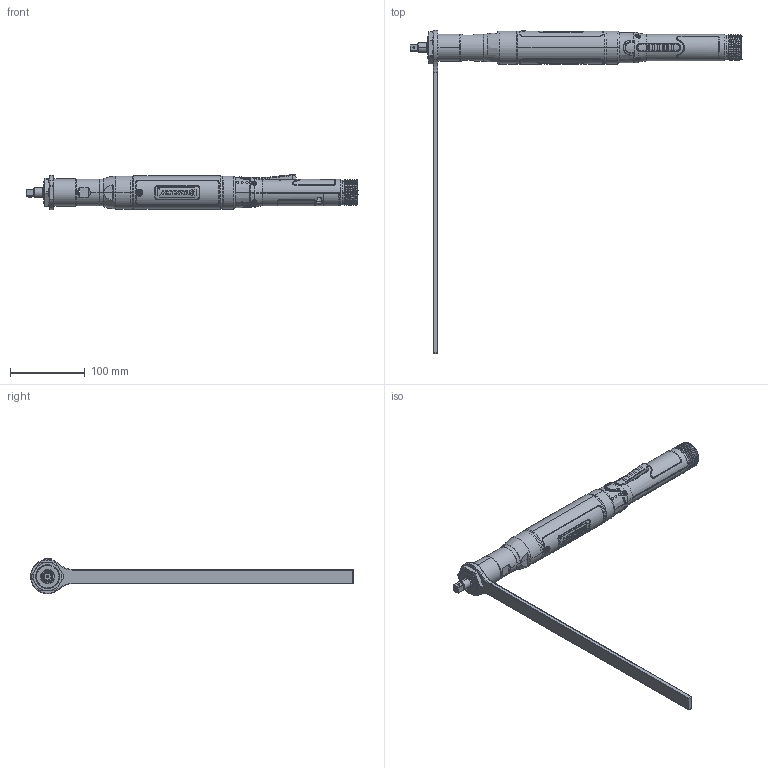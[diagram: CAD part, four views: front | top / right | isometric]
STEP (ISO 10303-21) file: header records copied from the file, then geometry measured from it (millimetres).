
FILE_DESCRIPTION((''),'2;1');
FILE_NAME('EB33LB-28','2011-11-17T',('EJF1116'),(''),'PRO/ENGINEER BY PARAMETRIC TECHNOLOGY CORPORATION, 2010430','PRO/ENGINEER BY PARAMETRIC TECHNOLOGY CORPORATION, 2010430','');
FILE_SCHEMA(('CONFIG_CONTROL_DESIGN'));
Products named in the file (1): EB33LB-28
Bounding box: 443.7 x 431.75 x 47.57 mm (x, y, z)
Surface area: 118697 mm2 (no closed solid volume)
Topology: 0 solids, 155 shells, 618 faces, 3148 edges, 2622 vertices
Faces by surface type: cylinder 217, bspline 151, plane 121, cone 71, torus 39, extrusion 17, sphere 1, revolution 1
Entity records: 48044 total; most frequent: CARTESIAN_POINT 26811, ORIENTED_EDGE 3993, DIRECTION 3409, EDGE_CURVE 3146, VERTEX_POINT 2622, B_SPLINE_CURVE_WITH_KNOTS 1420, AXIS2_PLACEMENT_3D 1198, VECTOR 1012
